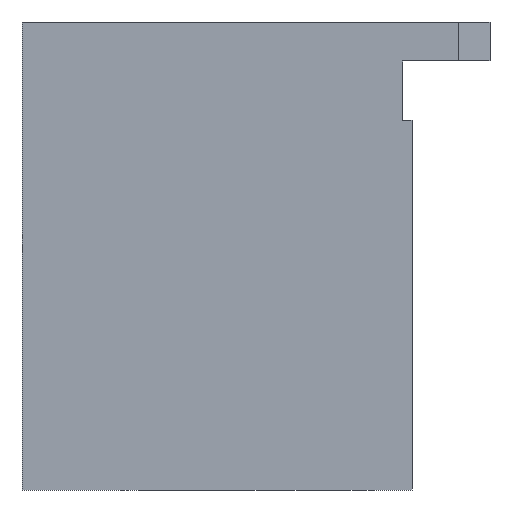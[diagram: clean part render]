
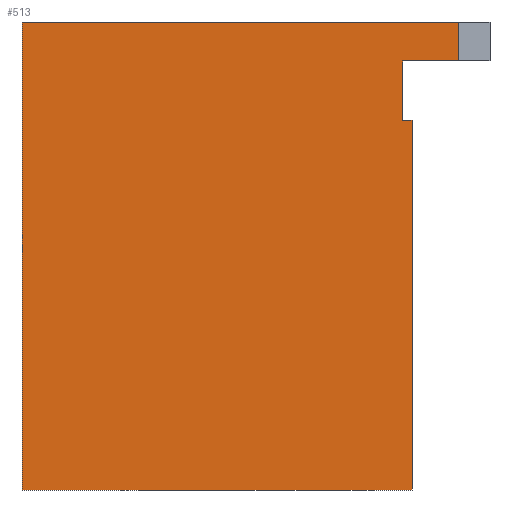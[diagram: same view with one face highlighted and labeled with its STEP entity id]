
A CAD part, left-side view. The second image highlights one B-rep face of the part: STEP entity #513.
In plain terms, the highlighted planar face has unit normal (-1, 0, 0).
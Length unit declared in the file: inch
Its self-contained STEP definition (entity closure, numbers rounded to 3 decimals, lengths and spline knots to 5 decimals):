
#2 = VECTOR ( 'NONE', #663, 39.37008 ) ;
#11 = EDGE_CURVE ( 'NONE', #305, #687, #745, .T. ) ;
#14 = CARTESIAN_POINT ( 'NONE',  ( 0., 0.25, 1.185 ) ) ;
#20 = EDGE_LOOP ( 'NONE', ( #511, #107, #378, #388, #270, #498, #643, #162 ) ) ;
#32 = CARTESIAN_POINT ( 'NONE',  ( 0., 1.5, 0. ) ) ;
#38 = LINE ( 'NONE', #523, #2 ) ;
#55 = VERTEX_POINT ( 'NONE', #156 ) ;
#72 = DIRECTION ( 'NONE',  ( 0., -1., 0. ) ) ;
#83 = EDGE_CURVE ( 'NONE', #286, #55, #847, .T. ) ;
#102 = CARTESIAN_POINT ( 'NONE',  ( 0., 1.5, 1.5 ) ) ;
#105 = LINE ( 'NONE', #419, #370 ) ;
#107 = ORIENTED_EDGE ( 'NONE', *, *, #300, .F. ) ;
#117 = DIRECTION ( 'NONE',  ( 0., 0., 1. ) ) ;
#127 = LINE ( 'NONE', #899, #754 ) ;
#156 = CARTESIAN_POINT ( 'NONE',  ( 0., 0.1, 1.5 ) ) ;
#162 = ORIENTED_EDGE ( 'NONE', *, *, #708, .T. ) ;
#164 = VECTOR ( 'NONE', #72, 39.37008 ) ;
#182 = LINE ( 'NONE', #496, #573 ) ;
#183 = LINE ( 'NONE', #497, #567 ) ;
#188 = VERTEX_POINT ( 'NONE', #865 ) ;
#191 = CARTESIAN_POINT ( 'NONE',  ( 0., 0.25, 0. ) ) ;
#206 = VERTEX_POINT ( 'NONE', #14 ) ;
#209 = EDGE_CURVE ( 'NONE', #241, #652, #510, .T. ) ;
#216 = DIRECTION ( 'NONE',  ( 0., 0., -1. ) ) ;
#241 = VERTEX_POINT ( 'NONE', #582 ) ;
#270 = ORIENTED_EDGE ( 'NONE', *, *, #283, .T. ) ;
#283 = EDGE_CURVE ( 'NONE', #286, #305, #183, .T. ) ;
#286 = VERTEX_POINT ( 'NONE', #102 ) ;
#300 = EDGE_CURVE ( 'NONE', #188, #652, #105, .T. ) ;
#305 = VERTEX_POINT ( 'NONE', #32 ) ;
#328 = DIRECTION ( 'NONE',  ( 0., 0., 1. ) ) ;
#345 = DIRECTION ( 'NONE',  ( 0., -1., 0. ) ) ;
#355 = VECTOR ( 'NONE', #328, 39.37008 ) ;
#358 = CARTESIAN_POINT ( 'NONE',  ( 0., 0., 1.5 ) ) ;
#370 = VECTOR ( 'NONE', #661, 39.37008 ) ;
#378 = ORIENTED_EDGE ( 'NONE', *, *, #769, .T. ) ;
#388 = ORIENTED_EDGE ( 'NONE', *, *, #83, .F. ) ;
#407 = EDGE_CURVE ( 'NONE', #206, #687, #182, .T. ) ;
#419 = CARTESIAN_POINT ( 'NONE',  ( 0., 0., 1.375 ) ) ;
#437 = FACE_OUTER_BOUND ( 'NONE', #20, .T. ) ;
#496 = CARTESIAN_POINT ( 'NONE',  ( 0., 0.25, 0. ) ) ;
#497 = CARTESIAN_POINT ( 'NONE',  ( 0., 1.5, 1.5 ) ) ;
#498 = ORIENTED_EDGE ( 'NONE', *, *, #11, .T. ) ;
#510 = LINE ( 'NONE', #642, #355 ) ;
#511 = ORIENTED_EDGE ( 'NONE', *, *, #209, .T. ) ;
#513 = ADVANCED_FACE ( 'NONE', ( #437 ), #591, .F. ) ;
#523 = CARTESIAN_POINT ( 'NONE',  ( 0., 0.25, 1.185 ) ) ;
#567 = VECTOR ( 'NONE', #803, 39.37008 ) ;
#573 = VECTOR ( 'NONE', #964, 39.37008 ) ;
#578 = CARTESIAN_POINT ( 'NONE',  ( 0., 0., 0. ) ) ;
#582 = CARTESIAN_POINT ( 'NONE',  ( 0., 0.28, 1.185 ) ) ;
#591 = PLANE ( 'NONE',  #702 ) ;
#642 = CARTESIAN_POINT ( 'NONE',  ( 0., 0.28, 1.375 ) ) ;
#643 = ORIENTED_EDGE ( 'NONE', *, *, #407, .F. ) ;
#652 = VERTEX_POINT ( 'NONE', #819 ) ;
#655 = VECTOR ( 'NONE', #345, 39.37008 ) ;
#661 = DIRECTION ( 'NONE',  ( 0., 1., 0. ) ) ;
#663 = DIRECTION ( 'NONE',  ( 0., 1., 0. ) ) ;
#687 = VERTEX_POINT ( 'NONE', #191 ) ;
#702 = AXIS2_PLACEMENT_3D ( 'NONE', #358, #918, #216 ) ;
#708 = EDGE_CURVE ( 'NONE', #206, #241, #38, .T. ) ;
#745 = LINE ( 'NONE', #578, #655 ) ;
#754 = VECTOR ( 'NONE', #117, 39.37008 ) ;
#769 = EDGE_CURVE ( 'NONE', #188, #55, #127, .T. ) ;
#803 = DIRECTION ( 'NONE',  ( 0., 0., -1. ) ) ;
#819 = CARTESIAN_POINT ( 'NONE',  ( 0., 0.28, 1.375 ) ) ;
#841 = CARTESIAN_POINT ( 'NONE',  ( 0., 0., 1.5 ) ) ;
#847 = LINE ( 'NONE', #841, #164 ) ;
#865 = CARTESIAN_POINT ( 'NONE',  ( 0., 0.1, 1.375 ) ) ;
#899 = CARTESIAN_POINT ( 'NONE',  ( 0., 0.1, 1.5 ) ) ;
#918 = DIRECTION ( 'NONE',  ( 1., 0., 0. ) ) ;
#964 = DIRECTION ( 'NONE',  ( 0., 0., -1. ) ) ;
